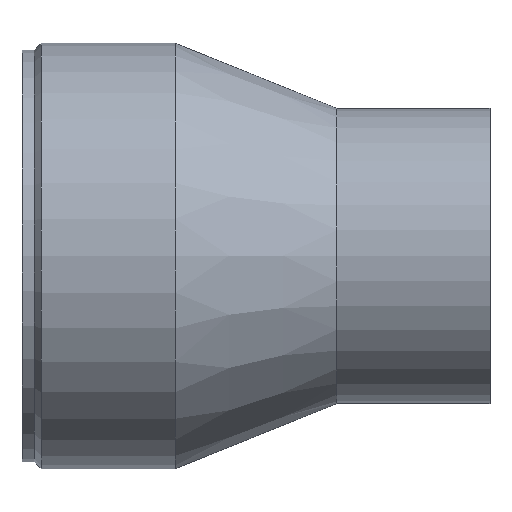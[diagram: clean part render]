
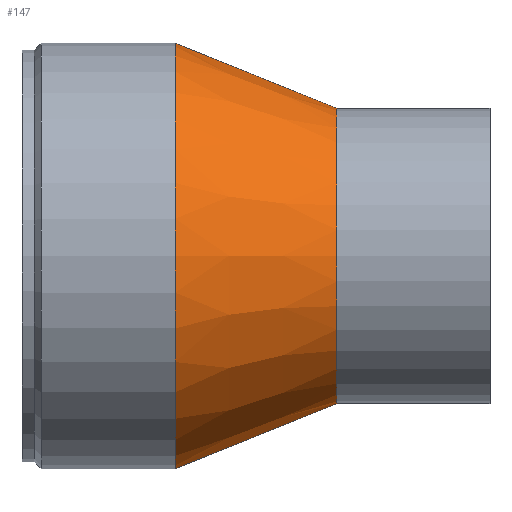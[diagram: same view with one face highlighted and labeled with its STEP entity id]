
A CAD part, top view. The second image highlights one B-rep face of the part: STEP entity #147.
In plain terms, the highlighted conical face has half-angle 21.931 degrees and reference radius 21.175 mm.
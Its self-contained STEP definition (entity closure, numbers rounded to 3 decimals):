
#143 = VERTEX_POINT( '', #349 );
#147 = ADVANCED_FACE( '', ( #353 ), #354, .T. );
#161 = EDGE_CURVE( '', #143, #239, #369, .T. );
#169 = VERTEX_POINT( '', #377 );
#177 = EDGE_CURVE( '', #169, #239, #385, .T. );
#239 = VERTEX_POINT( '', #461 );
#241 = EDGE_CURVE( '', #249, #169, #463, .T. );
#249 = VERTEX_POINT( '', #472 );
#269 = EDGE_CURVE( '', #143, #249, #493, .T. );
#349 = CARTESIAN_POINT( '', ( -19., -25., 0. ) );
#353 = FACE_OUTER_BOUND( '', #582, .T. );
#354 = CONICAL_SURFACE( '', #583, 21.175, 0.383 );
#369 = CIRCLE( '', #604, 25. );
#377 = CARTESIAN_POINT( '', ( 0., 17.35, 0. ) );
#385 = LINE( '', #625, #626 );
#461 = CARTESIAN_POINT( '', ( -19., 25., 0. ) );
#463 = CIRCLE( '', #724, 17.35 );
#472 = CARTESIAN_POINT( '', ( 0., -17.35, 0. ) );
#493 = LINE( '', #763, #764 );
#582 = EDGE_LOOP( '', ( #861, #862, #863, #864 ) );
#583 = AXIS2_PLACEMENT_3D( '', #865, #866, #867 );
#604 = AXIS2_PLACEMENT_3D( '', #881, #882, #883 );
#625 = CARTESIAN_POINT( '', ( -9.5, 21.175, 0. ) );
#626 = VECTOR( '', #891, 1. );
#724 = AXIS2_PLACEMENT_3D( '', #994, #995, #996 );
#763 = CARTESIAN_POINT( '', ( -9.5, -21.175, 0. ) );
#764 = VECTOR( '', #1027, 1. );
#861 = ORIENTED_EDGE( '', *, *, #177, .T. );
#862 = ORIENTED_EDGE( '', *, *, #161, .F. );
#863 = ORIENTED_EDGE( '', *, *, #269, .T. );
#864 = ORIENTED_EDGE( '', *, *, #241, .T. );
#865 = CARTESIAN_POINT( '', ( -9.5, 0., 0. ) );
#866 = DIRECTION( '', ( -1., 0., 0. ) );
#867 = DIRECTION( '', ( 0., 1., 0. ) );
#881 = CARTESIAN_POINT( '', ( -19., 0., 0. ) );
#882 = DIRECTION( '', ( -1., 0., 0. ) );
#883 = DIRECTION( '', ( 0., 1., 0. ) );
#891 = DIRECTION( '', ( -0.928, 0.373, 0. ) );
#994 = CARTESIAN_POINT( '', ( 0., 0., 0. ) );
#995 = DIRECTION( '', ( -1., 0., 0. ) );
#996 = DIRECTION( '', ( 0., 1., 0. ) );
#1027 = DIRECTION( '', ( 0.928, 0.373, 0. ) );
